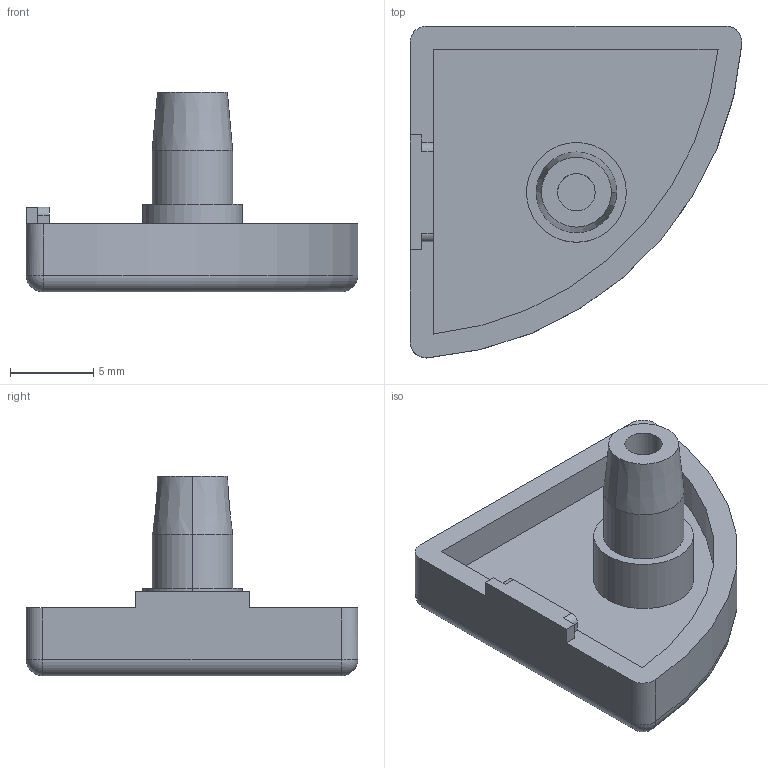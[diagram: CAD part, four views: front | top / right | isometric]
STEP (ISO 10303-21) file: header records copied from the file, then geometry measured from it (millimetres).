
FILE_DESCRIPTION (( 'STEP AP214' ), '1' );
FILE_NAME ('F36 Çàãëóøêà òîðöåâàÿ 20õ20R.STEP', '2019-05-22T06:13:46', ( 'Ïîëüçîâàòåëü Windows' ), ( '' ), 'SwSTEP 2.0', 'SolidWorks 2018', '' );
FILE_SCHEMA (( 'AUTOMOTIVE_DESIGN' ));
Length unit declared in the file: millimetre
Products named in the file (1): F36 Çàãëóøêà òîðöåâàÿ 20õ20R
Bounding box: 19.95 x 19.95 x 12 mm (x, y, z)
Volume: 984.3 mm3; surface area: 1218.9 mm2
Topology: 1 solids, 1 shells, 39 faces, 94 edges, 57 vertices
Faces by surface type: plane 17, cylinder 15, sphere 4, cone 2, torus 1
Entity records: 1139 total; most frequent: DIRECTION 207, CARTESIAN_POINT 186, ORIENTED_EDGE 180, EDGE_CURVE 90, AXIS2_PLACEMENT_3D 77, VERTEX_POINT 56, LINE 53, VECTOR 53
